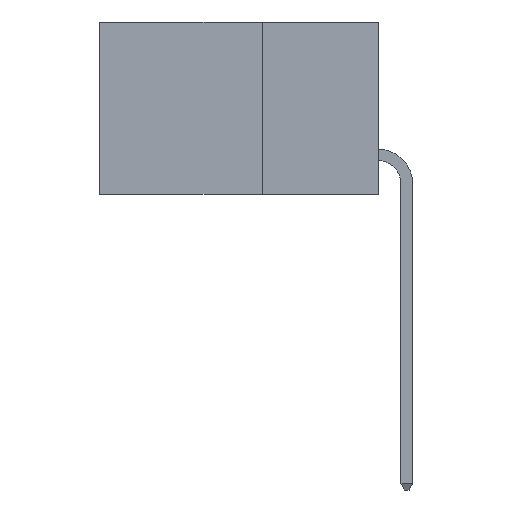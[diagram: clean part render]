
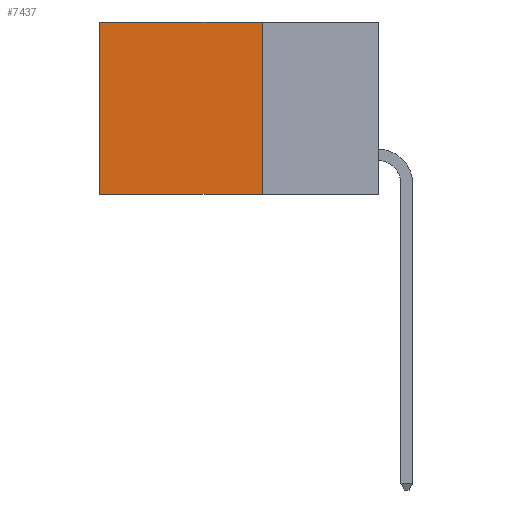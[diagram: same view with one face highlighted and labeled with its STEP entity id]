
A CAD part, left-side view. The second image highlights one B-rep face of the part: STEP entity #7437.
In plain terms, the highlighted planar face has unit normal (-1, 0, 0).
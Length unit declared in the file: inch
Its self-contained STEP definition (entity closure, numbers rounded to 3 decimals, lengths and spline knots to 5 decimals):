
#1285 = ORIENTED_EDGE ( 'NONE', *, *, #8333, .T. ) ;
#1477 = DIRECTION ( 'NONE',  ( 0., 0., -1. ) ) ;
#1834 = DIRECTION ( 'NONE',  ( 0., 1., 0. ) ) ;
#2406 = DIRECTION ( 'NONE',  ( 1., 0., 0. ) ) ;
#2791 = VECTOR ( 'NONE', #1834, 39.37008 ) ;
#3652 = LINE ( 'NONE', #8269, #9962 ) ;
#3696 = FACE_OUTER_BOUND ( 'NONE', #5932, .T. ) ;
#4019 = CARTESIAN_POINT ( 'NONE',  ( 0.2615, 0.25, 0. ) ) ;
#4895 = CARTESIAN_POINT ( 'NONE',  ( 0.2615, 0.25, 0. ) ) ;
#5092 = EDGE_CURVE ( 'NONE', #9458, #12532, #14576, .T. ) ;
#5839 = DIRECTION ( 'NONE',  ( 0., 0., -1. ) ) ;
#5932 = EDGE_LOOP ( 'NONE', ( #7760, #13561, #5951, #1285 ) ) ;
#5951 = ORIENTED_EDGE ( 'NONE', *, *, #8625, .F. ) ;
#7200 = CARTESIAN_POINT ( 'NONE',  ( 0.2615, 0.6, -0.37 ) ) ;
#7437 = ADVANCED_FACE ( 'NONE', ( #3696 ), #12720, .F. ) ;
#7760 = ORIENTED_EDGE ( 'NONE', *, *, #14475, .T. ) ;
#7834 = VERTEX_POINT ( 'NONE', #4895 ) ;
#7837 = CARTESIAN_POINT ( 'NONE',  ( 0.2615, 0.25, -0.37 ) ) ;
#8269 = CARTESIAN_POINT ( 'NONE',  ( 0.2615, 0.25, -0.37 ) ) ;
#8333 = EDGE_CURVE ( 'NONE', #7834, #14423, #11069, .T. ) ;
#8625 = EDGE_CURVE ( 'NONE', #7834, #9458, #3652, .T. ) ;
#9177 = CARTESIAN_POINT ( 'NONE',  ( 0.2615, 0.6, 0. ) ) ;
#9447 = CARTESIAN_POINT ( 'NONE',  ( 0.2615, 0.25, -0.37 ) ) ;
#9458 = VERTEX_POINT ( 'NONE', #7837 ) ;
#9962 = VECTOR ( 'NONE', #10530, 39.37008 ) ;
#10530 = DIRECTION ( 'NONE',  ( 0., 0., -1. ) ) ;
#10855 = LINE ( 'NONE', #7200, #11564 ) ;
#11069 = LINE ( 'NONE', #4019, #2791 ) ;
#11211 = AXIS2_PLACEMENT_3D ( 'NONE', #9447, #2406, #5839 ) ;
#11564 = VECTOR ( 'NONE', #1477, 39.37008 ) ;
#11678 = DIRECTION ( 'NONE',  ( 0., 1., 0. ) ) ;
#12532 = VERTEX_POINT ( 'NONE', #14225 ) ;
#12720 = PLANE ( 'NONE',  #11211 ) ;
#12802 = CARTESIAN_POINT ( 'NONE',  ( 0.2615, 0.25, -0.37 ) ) ;
#13561 = ORIENTED_EDGE ( 'NONE', *, *, #5092, .F. ) ;
#14035 = VECTOR ( 'NONE', #11678, 39.37008 ) ;
#14225 = CARTESIAN_POINT ( 'NONE',  ( 0.2615, 0.6, -0.37 ) ) ;
#14423 = VERTEX_POINT ( 'NONE', #9177 ) ;
#14475 = EDGE_CURVE ( 'NONE', #14423, #12532, #10855, .T. ) ;
#14576 = LINE ( 'NONE', #12802, #14035 ) ;
